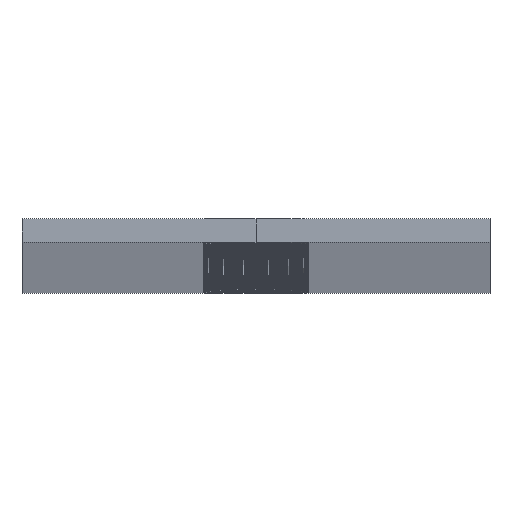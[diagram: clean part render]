
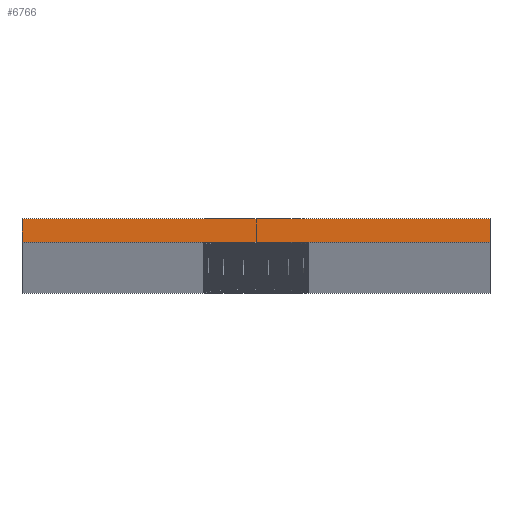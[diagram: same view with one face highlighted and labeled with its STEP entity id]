
A CAD part, top view. The second image highlights one B-rep face of the part: STEP entity #6766.
In plain terms, the highlighted planar face has unit normal (0, 0, 1).
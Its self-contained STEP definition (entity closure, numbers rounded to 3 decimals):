
#14 = EDGE_CURVE ( 'NONE', #5518, #3985, #3854, .T. ) ;
#369 = DIRECTION ( 'NONE',  ( 0., -1., 0. ) ) ;
#457 = CARTESIAN_POINT ( 'NONE',  ( -20., -2., 0. ) ) ;
#795 = CARTESIAN_POINT ( 'NONE',  ( -20., -2., 0. ) ) ;
#921 = FACE_OUTER_BOUND ( 'NONE', #4524, .T. ) ;
#1312 = DIRECTION ( 'NONE',  ( 1., 0., 0. ) ) ;
#1389 = EDGE_CURVE ( 'NONE', #5987, #3985, #8417, .T. ) ;
#1499 = AXIS2_PLACEMENT_3D ( 'NONE', #6999, #8411, #3566 ) ;
#1820 = ORIENTED_EDGE ( 'NONE', *, *, #4675, .F. ) ;
#1953 = LINE ( 'NONE', #6740, #8266 ) ;
#2034 = CARTESIAN_POINT ( 'NONE',  ( -20., 0., 0. ) ) ;
#2086 = ORIENTED_EDGE ( 'NONE', *, *, #1389, .T. ) ;
#2223 = CARTESIAN_POINT ( 'NONE',  ( -20., -2., 0. ) ) ;
#3138 = VERTEX_POINT ( 'NONE', #2034 ) ;
#3543 = DIRECTION ( 'NONE',  ( 0., 1., 0. ) ) ;
#3566 = DIRECTION ( 'NONE',  ( -1., 0., 0. ) ) ;
#3646 = CARTESIAN_POINT ( 'NONE',  ( 20., 0., 0. ) ) ;
#3854 = LINE ( 'NONE', #3988, #8943 ) ;
#3985 = VERTEX_POINT ( 'NONE', #7293 ) ;
#3988 = CARTESIAN_POINT ( 'NONE',  ( 20., 0., 0. ) ) ;
#4524 = EDGE_LOOP ( 'NONE', ( #2086, #7524, #8065, #1820 ) ) ;
#4525 = EDGE_CURVE ( 'NONE', #3138, #5518, #1953, .T. ) ;
#4632 = VECTOR ( 'NONE', #3543, 1000. ) ;
#4675 = EDGE_CURVE ( 'NONE', #5987, #3138, #8429, .T. ) ;
#4919 = DIRECTION ( 'NONE',  ( 1., 0., 0. ) ) ;
#5518 = VERTEX_POINT ( 'NONE', #3646 ) ;
#5801 = PLANE ( 'NONE',  #1499 ) ;
#5987 = VERTEX_POINT ( 'NONE', #457 ) ;
#6597 = VECTOR ( 'NONE', #4919, 1000. ) ;
#6740 = CARTESIAN_POINT ( 'NONE',  ( -20., 0., 0. ) ) ;
#6766 = ADVANCED_FACE ( 'NONE', ( #921 ), #5801, .F. ) ;
#6999 = CARTESIAN_POINT ( 'NONE',  ( 0., 0., 0. ) ) ;
#7293 = CARTESIAN_POINT ( 'NONE',  ( 20., -2., 0. ) ) ;
#7524 = ORIENTED_EDGE ( 'NONE', *, *, #14, .F. ) ;
#8065 = ORIENTED_EDGE ( 'NONE', *, *, #4525, .F. ) ;
#8266 = VECTOR ( 'NONE', #1312, 1000. ) ;
#8411 = DIRECTION ( 'NONE',  ( 0., 0., -1. ) ) ;
#8417 = LINE ( 'NONE', #795, #6597 ) ;
#8429 = LINE ( 'NONE', #2223, #4632 ) ;
#8943 = VECTOR ( 'NONE', #369, 1000. ) ;
